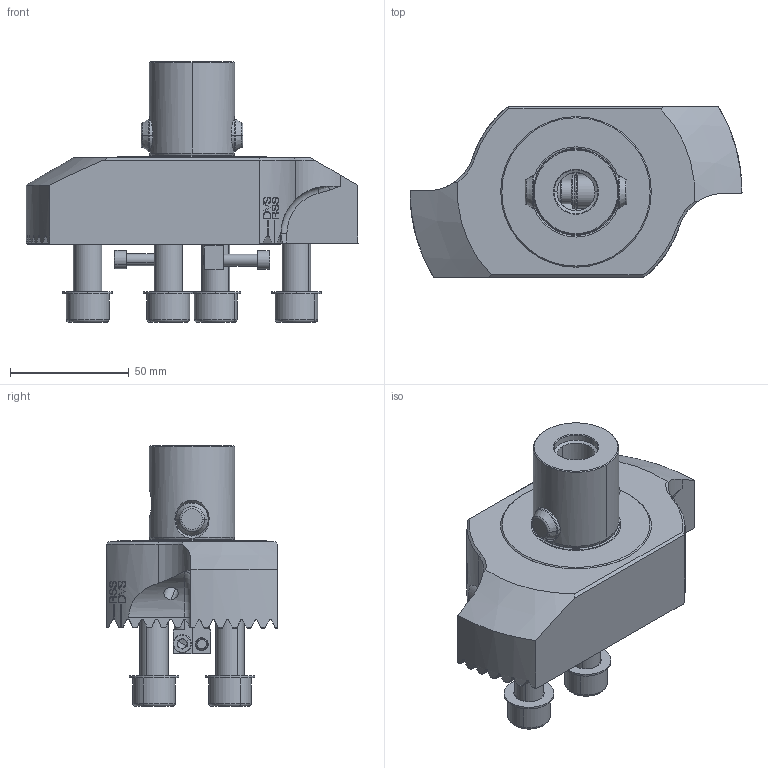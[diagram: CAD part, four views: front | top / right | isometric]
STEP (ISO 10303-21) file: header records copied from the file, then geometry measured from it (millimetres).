
FILE_DESCRIPTION(('no description'),'unknown implementation level');
FILE_NAME('B17D36AF-7192-40EE-83B5-85689A1ED6F6_export.stp',' ',('CIMSOURCE GmbH'),('CADClick - KiM GmbH - www.kimweb.de'),'unknown preprocess','ACIS','unknown authorization');
FILE_SCHEMA(('automotive_design'));
Length unit declared in the file: millimetre
Products named in the file (15): 319.603 Kaiser SW148-176(203)xCK6B|690.108 Kaiser ETL M6x20;Hex; 319.603 Kaiser SW148-176(203)xCK6B|690.970 Kaiser ETL M12x40_DIN 912 M12 x 20 --- 20C;Hex; 319.603 Kaiser SW148-176(203)xCK6B|693.187 Kaiser ETL �13_21L_eingebaut;Rotation1; 319.603 Kaiser SW148-176(203)xCK6B|690.197 Kaiser ETL M5x0.5x23 spez;Verrundung1; 319.603 Kaiser SW148-176(203)xCK6B|319.750 Kaiser ETL SW98;Fase5; 319.603 Kaiser SW148-176(203)xCK6B|319.634 Kaiser SW148xCK6B;Schnitt-Rotation12; 319.603 Kaiser SW148-176(203)xCK6B|691.506 Kaiser ETL D14 X 43K|693.305 Sprengring;Schnitt-Linear austragen1; 319.603 Kaiser SW148-176(203)xCK6B|691.506 Kaiser ETL D14 X 43K|691.526 Mitnehmerbolzen;Rotation1
Bounding box: 140 x 72 x 109.9 mm (x, y, z)
Volume: 311417.7 mm3; surface area: 66624.3 mm2
Topology: 15 solids, 15 shells, 840 faces, 2146 edges, 1353 vertices
Faces by surface type: plane 308, cylinder 230, bspline 140, cone 106, torus 56
Entity records: 62432 total; most frequent: CARTESIAN_POINT 18719, STYLED_ITEM 4330, PRESENTATION_STYLE_ASSIGNMENT 4330, COLOUR_RGB 4330, ORIENTED_EDGE 4244, DIRECTION 3698, EDGE_CURVE 2122, CURVE_STYLE 2122
